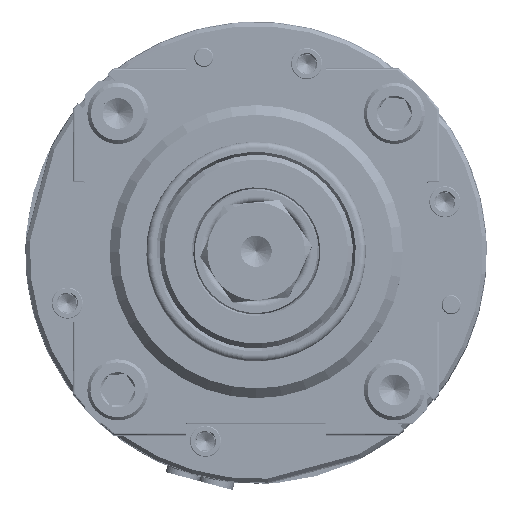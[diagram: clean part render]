
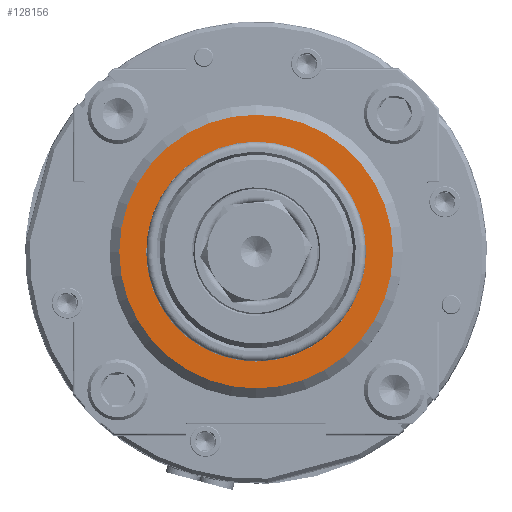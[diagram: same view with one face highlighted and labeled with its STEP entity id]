
A CAD part, top view. The second image highlights one B-rep face of the part: STEP entity #128156.
In plain terms, the highlighted planar face has unit normal (0, 0, 1).
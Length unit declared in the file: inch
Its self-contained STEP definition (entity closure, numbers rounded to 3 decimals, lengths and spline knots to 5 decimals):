
#4196 = CIRCLE ( 'NONE', #188760, 0.7 ) ;
#10155 = DIRECTION ( 'NONE',  ( 1., 0., 0. ) ) ;
#15526 = DIRECTION ( 'NONE',  ( 0., 0., 1. ) ) ;
#29199 = DIRECTION ( 'NONE',  ( 0., 0., 1. ) ) ;
#34977 = PLANE ( 'NONE',  #229498 ) ;
#47837 = ORIENTED_EDGE ( 'NONE', *, *, #276093, .T. ) ;
#54538 = DIRECTION ( 'NONE',  ( 1., 0., 0. ) ) ;
#83095 = CARTESIAN_POINT ( 'NONE',  ( 0.5625, 0., 0.25 ) ) ;
#84933 = DIRECTION ( 'NONE',  ( 0., 0., 1. ) ) ;
#97954 = CIRCLE ( 'NONE', #282191, 0.7 ) ;
#104422 = ORIENTED_EDGE ( 'NONE', *, *, #113215, .F. ) ;
#113215 = EDGE_CURVE ( 'NONE', #251439, #205056, #127347, .T. ) ;
#116294 = DIRECTION ( 'NONE',  ( 1., 0., 0. ) ) ;
#127347 = CIRCLE ( 'NONE', #311447, 0.5625 ) ;
#128156 = ADVANCED_FACE ( 'NONE', ( #160468, #260923 ), #34977, .T. ) ;
#129480 = EDGE_CURVE ( 'NONE', #272427, #268728, #97954, .T. ) ;
#130011 = DIRECTION ( 'NONE',  ( 1., 0., 0. ) ) ;
#135732 = CARTESIAN_POINT ( 'NONE',  ( 0., 0., 0.25 ) ) ;
#160468 = FACE_OUTER_BOUND ( 'NONE', #186517, .T. ) ;
#168350 = CARTESIAN_POINT ( 'NONE',  ( -0.5625, 0., 0.25 ) ) ;
#173825 = CARTESIAN_POINT ( 'NONE',  ( 0.7, 0., 0.25 ) ) ;
#179972 = CARTESIAN_POINT ( 'NONE',  ( 0., 0., 0.25 ) ) ;
#185653 = DIRECTION ( 'NONE',  ( 1., 0., 0. ) ) ;
#186517 = EDGE_LOOP ( 'NONE', ( #203719, #47837 ) ) ;
#188760 = AXIS2_PLACEMENT_3D ( 'NONE', #255184, #29199, #130011 ) ;
#203719 = ORIENTED_EDGE ( 'NONE', *, *, #129480, .T. ) ;
#205056 = VERTEX_POINT ( 'NONE', #168350 ) ;
#224653 = EDGE_LOOP ( 'NONE', ( #104422, #264633 ) ) ;
#229498 = AXIS2_PLACEMENT_3D ( 'NONE', #135732, #236158, #10155 ) ;
#236158 = DIRECTION ( 'NONE',  ( 0., 0., 1. ) ) ;
#237660 = CIRCLE ( 'NONE', #279707, 0.5625 ) ;
#238655 = EDGE_CURVE ( 'NONE', #205056, #251439, #237660, .T. ) ;
#241585 = CARTESIAN_POINT ( 'NONE',  ( 0., 0., 0.25 ) ) ;
#251439 = VERTEX_POINT ( 'NONE', #83095 ) ;
#255184 = CARTESIAN_POINT ( 'NONE',  ( 0., 0., 0.25 ) ) ;
#260923 = FACE_BOUND ( 'NONE', #224653, .T. ) ;
#264633 = ORIENTED_EDGE ( 'NONE', *, *, #238655, .F. ) ;
#268728 = VERTEX_POINT ( 'NONE', #173825 ) ;
#272427 = VERTEX_POINT ( 'NONE', #297387 ) ;
#276093 = EDGE_CURVE ( 'NONE', #268728, #272427, #4196, .T. ) ;
#279707 = AXIS2_PLACEMENT_3D ( 'NONE', #241585, #15526, #116294 ) ;
#280427 = DIRECTION ( 'NONE',  ( 0., 0., 1. ) ) ;
#282191 = AXIS2_PLACEMENT_3D ( 'NONE', #179972, #280427, #54538 ) ;
#297387 = CARTESIAN_POINT ( 'NONE',  ( -0.7, 0., 0.25 ) ) ;
#310767 = CARTESIAN_POINT ( 'NONE',  ( 0., 0., 0.25 ) ) ;
#311447 = AXIS2_PLACEMENT_3D ( 'NONE', #310767, #84933, #185653 ) ;
